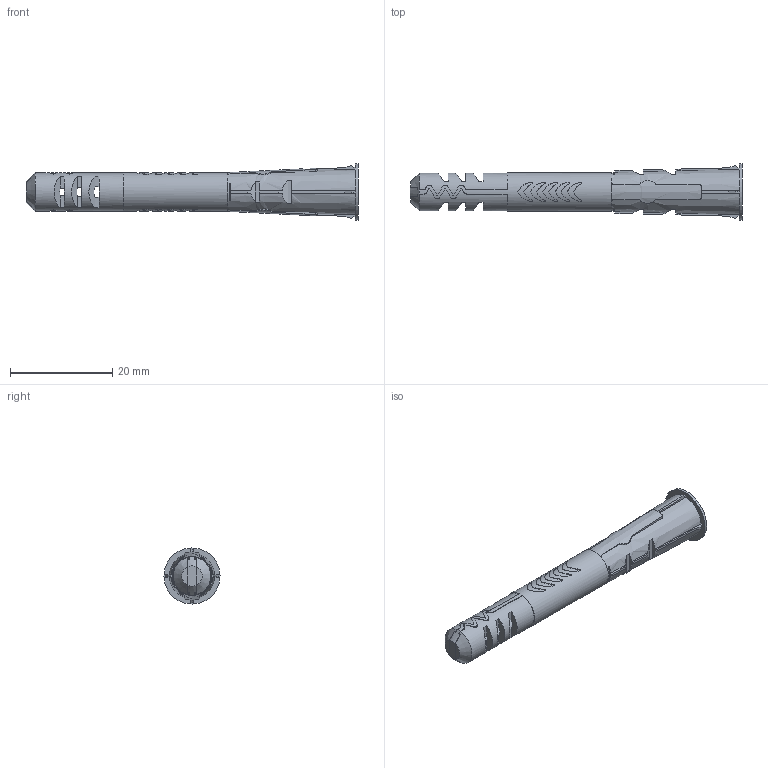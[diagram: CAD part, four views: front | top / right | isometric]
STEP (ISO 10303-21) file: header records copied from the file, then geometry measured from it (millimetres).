
FILE_DESCRIPTION(/* description */ ('STEP AP214'),/* implementation_level */ '2;1');
FILE_NAME(/* name */ 'SFS 631360',/* time_stamp */ '2022-10-20T13:56:49+02:00',/* author */ ('License CC BY-ND 4.0'),/* organization */ ('CADENAS'),/* preprocessor_version */ 'ST-DEVELOPER v18.102',/* originating_system */ 'PARTsolutions',/* authorisation */ ' ');
FILE_SCHEMA (('AUTOMOTIVE_DESIGN {1 0 10303 214 3 1 1}'));
Length unit declared in the file: millimetre
Products named in the file (1): SFS 631360
Bounding box: 65 x 11 x 11 mm (x, y, z)
Volume: 1638.9 mm3; surface area: 2918.1 mm2
Topology: 1 solids, 1 shells, 261 faces, 745 edges, 493 vertices
Faces by surface type: plane 134, cylinder 119, cone 8
Full cylindrical faces by diameter (mm): 7.6 x1, 11 x1
Entity records: 10376 total; most frequent: CARTESIAN_POINT 2323, ORIENTED_EDGE 1438, DIRECTION 1092, EDGE_CURVE 719, VERTEX_POINT 481, AXIS2_PLACEMENT_3D 388, LINE 316, VECTOR 316
